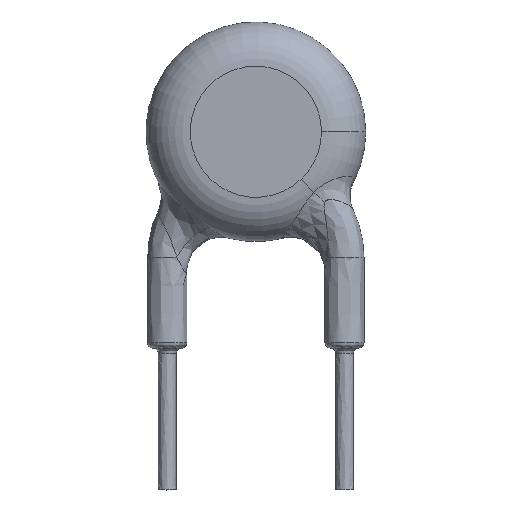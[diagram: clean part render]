
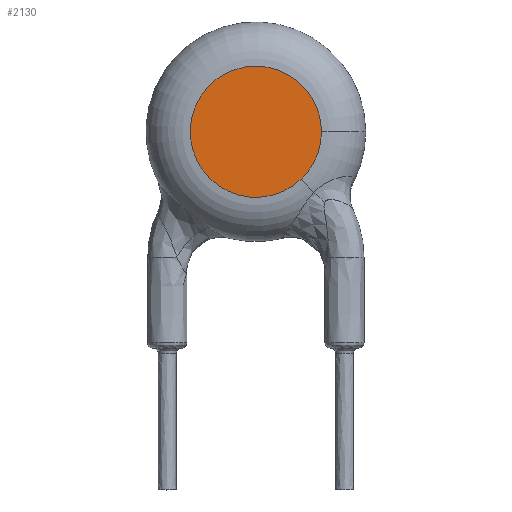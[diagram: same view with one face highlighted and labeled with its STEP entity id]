
A CAD part, top view. The second image highlights one B-rep face of the part: STEP entity #2130.
In plain terms, the highlighted planar face has unit normal (0, 0, 1).
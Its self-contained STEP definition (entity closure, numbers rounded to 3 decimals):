
#611=CARTESIAN_POINT('',(0.,6.1,1.25));
#612=DIRECTION('',(0.,0.,1.));
#613=DIRECTION('',(0.691,-0.723,0.));
#614=AXIS2_PLACEMENT_3D('',#611,#612,#613);
#619=CARTESIAN_POINT('',(0.,6.1,1.25));
#620=DIRECTION('',(0.,0.,1.));
#621=DIRECTION('',(1.,0.,0.));
#622=AXIS2_PLACEMENT_3D('',#619,#620,#621);
#978=CARTESIAN_POINT('',(1.278,4.762,1.25));
#979=CARTESIAN_POINT('',(1.85,6.1,1.25));
#980=VERTEX_POINT('',#978);
#981=VERTEX_POINT('',#979);
#2121=CARTESIAN_POINT('',(0.,0.,1.25));
#2122=DIRECTION('',(0.,0.,1.));
#2123=DIRECTION('',(1.,0.,0.));
#2124=AXIS2_PLACEMENT_3D('',#2121,#2122,#2123);
#2125=PLANE('',#2124);
#2126=ORIENTED_EDGE('',*,*,#2110,.F.);
#2127=ORIENTED_EDGE('',*,*,#1035,.F.);
#2128=EDGE_LOOP('',(#2126,#2127));
#2129=FACE_OUTER_BOUND('',#2128,.F.);
#2130=ADVANCED_FACE('',(#2129),#2125,.T.);
#615=CIRCLE('',#614,1.85);
#623=CIRCLE('',#622,1.85);
#1035=EDGE_CURVE('',#981,#980,#623,.T.);
#2110=EDGE_CURVE('',#980,#981,#615,.T.);
